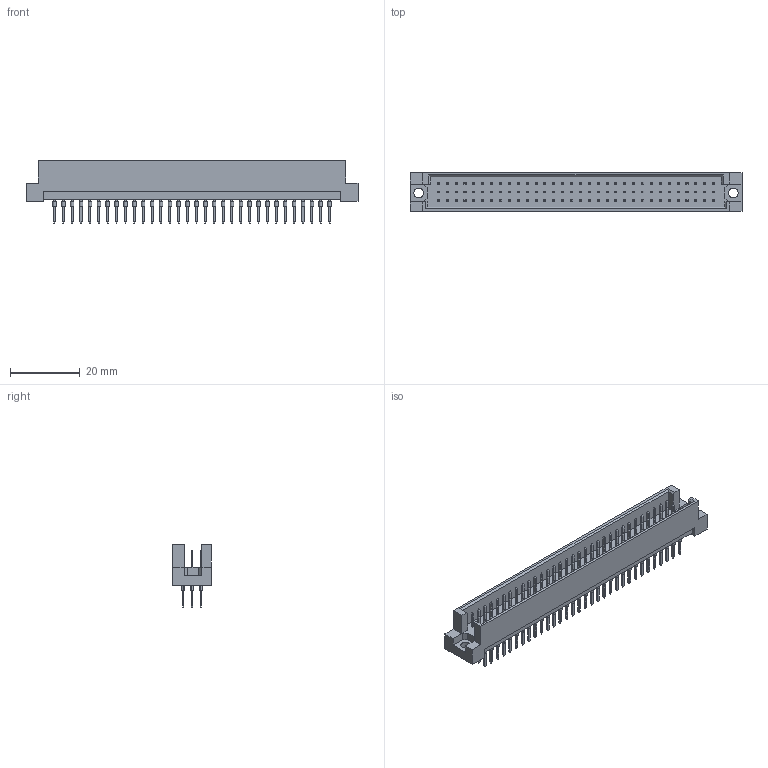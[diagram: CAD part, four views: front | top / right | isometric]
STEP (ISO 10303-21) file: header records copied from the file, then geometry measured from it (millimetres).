
FILE_DESCRIPTION (( 'STEP AP203' ), '1' );
FILE_NAME ('493-196-673-311.STEP', '2019-11-11T22:17:37', ( '' ), ( '' ), 'SwSTEP 2.0', 'SolidWorks 2020', '' );
FILE_SCHEMA (( 'CONFIG_CONTROL_DESIGN' ));
Length unit declared in the file: millimetre
Products named in the file (3): 493 Part_96; 493-196-673-311; 493-290_73
Assembly tree (97 placements, depth 2):
  493-196-673-311
    493 Part_96
    493-290_73  x96
Bounding box: 95 x 11.1 x 17.9 mm (x, y, z)
Volume: 6187 mm3; surface area: 10108.3 mm2
Topology: 97 solids, 97 shells, 2548 faces, 5714 edges, 3552 vertices
Faces by surface type: plane 2352, cylinder 196
Entity records: 18621 total; most frequent: CARTESIAN_POINT 2794, ORIENTED_EDGE 2688, DIRECTION 2472, EDGE_CURVE 1344, LINE 1332, VECTOR 1332, VERTEX_POINT 892, EDGE_LOOP 656
